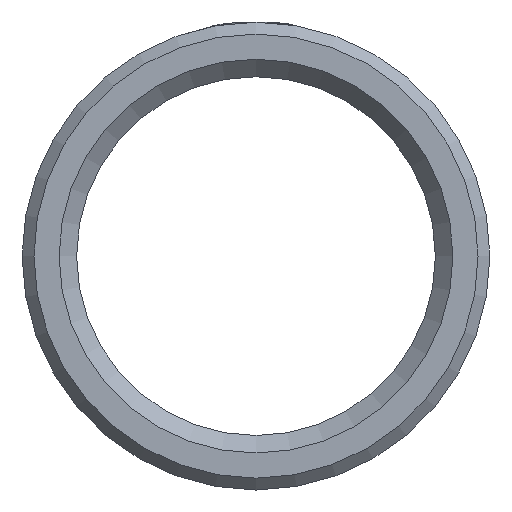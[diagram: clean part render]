
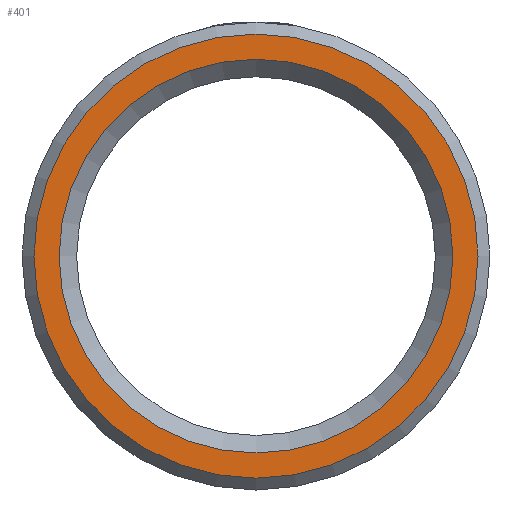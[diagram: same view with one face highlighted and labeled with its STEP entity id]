
A CAD part, left-side view. The second image highlights one B-rep face of the part: STEP entity #401.
In plain terms, the highlighted planar face has unit normal (-1, 0, 0).
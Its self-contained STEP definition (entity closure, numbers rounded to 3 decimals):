
#275 = DIRECTION ( 'NONE',  ( 0., 0., -1. ) ) ;
#401 = ADVANCED_FACE ( 'NONE', ( #1282, #4692 ), #8738, .F. ) ;
#442 = DIRECTION ( 'NONE',  ( 1., 0., 0. ) ) ;
#1282 = FACE_OUTER_BOUND ( 'NONE', #10523, .T. ) ;
#2166 = DIRECTION ( 'NONE',  ( 0., 0., -1. ) ) ;
#2579 = ORIENTED_EDGE ( 'NONE', *, *, #4663, .T. ) ;
#3114 = DIRECTION ( 'NONE',  ( -1., 0., 0. ) ) ;
#4013 = DIRECTION ( 'NONE',  ( 0., 0., -1. ) ) ;
#4215 = CIRCLE ( 'NONE', #10442, 18.75 ) ;
#4454 = AXIS2_PLACEMENT_3D ( 'NONE', #8072, #442, #275 ) ;
#4663 = EDGE_CURVE ( 'NONE', #8311, #8311, #4215, .T. ) ;
#4692 = FACE_BOUND ( 'NONE', #10262, .T. ) ;
#4994 = CARTESIAN_POINT ( 'NONE',  ( 0., 0., -16.625 ) ) ;
#5429 = CIRCLE ( 'NONE', #5600, 16.625 ) ;
#5600 = AXIS2_PLACEMENT_3D ( 'NONE', #6391, #9798, #2166 ) ;
#5639 = ORIENTED_EDGE ( 'NONE', *, *, #9485, .T. ) ;
#6391 = CARTESIAN_POINT ( 'NONE',  ( 0., 0., 0. ) ) ;
#7421 = CARTESIAN_POINT ( 'NONE',  ( 0., 0., 0. ) ) ;
#8072 = CARTESIAN_POINT ( 'NONE',  ( 0., 0., 0. ) ) ;
#8311 = VERTEX_POINT ( 'NONE', #8421 ) ;
#8421 = CARTESIAN_POINT ( 'NONE',  ( 0., 0., -18.75 ) ) ;
#8738 = PLANE ( 'NONE',  #4454 ) ;
#9485 = EDGE_CURVE ( 'NONE', #10956, #10956, #5429, .T. ) ;
#9798 = DIRECTION ( 'NONE',  ( 1., 0., 0. ) ) ;
#10262 = EDGE_LOOP ( 'NONE', ( #5639 ) ) ;
#10442 = AXIS2_PLACEMENT_3D ( 'NONE', #7421, #3114, #4013 ) ;
#10523 = EDGE_LOOP ( 'NONE', ( #2579 ) ) ;
#10956 = VERTEX_POINT ( 'NONE', #4994 ) ;
